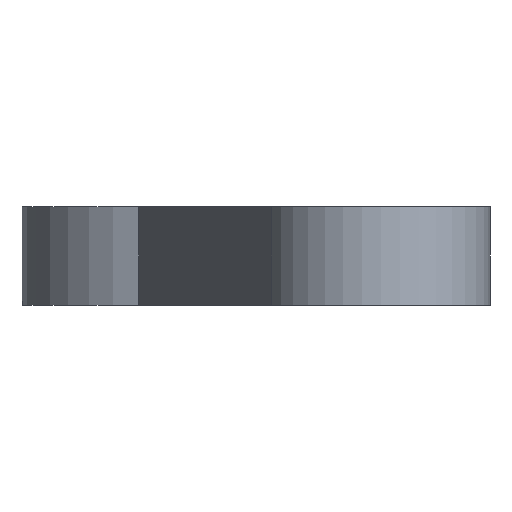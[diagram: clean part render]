
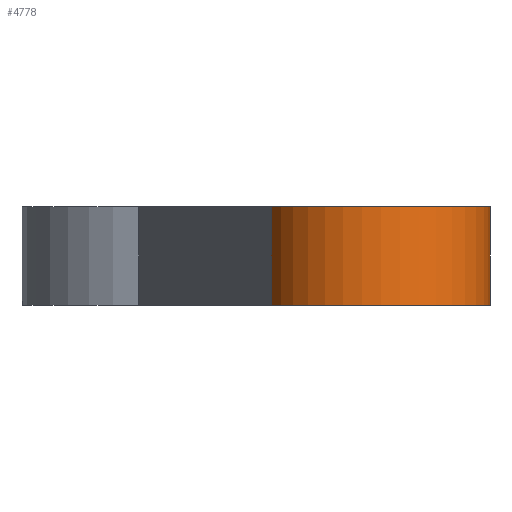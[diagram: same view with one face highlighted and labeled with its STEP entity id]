
A CAD part, left-side view. The second image highlights one B-rep face of the part: STEP entity #4778.
In plain terms, the highlighted cylindrical face has radius 35 mm (diameter 70 mm), a partial arc.
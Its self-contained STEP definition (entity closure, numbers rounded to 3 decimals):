
#23=CARTESIAN_POINT('',(-120.,-58.,-15.));
#24=DIRECTION('',(0.,0.,1.));
#25=DIRECTION('',(-0.423,0.906,0.));
#26=AXIS2_PLACEMENT_3D('',#23,#24,#25);
#118=DIRECTION('',(0.,0.,1.));
#119=VECTOR('',#118,30.);
#120=CARTESIAN_POINT('',(-113.922,-92.468,-15.));
#121=LINE('',#120,#119);
#185=CARTESIAN_POINT('',(-120.,-58.,15.));
#186=DIRECTION('',(0.,0.,1.));
#187=DIRECTION('',(-0.423,0.906,0.));
#188=AXIS2_PLACEMENT_3D('',#185,#186,#187);
#1132=DIRECTION('',(0.,0.,1.));
#1133=VECTOR('',#1132,30.);
#1134=CARTESIAN_POINT('',(-134.792,-26.279,-15.));
#1135=LINE('',#1134,#1133);
#2949=CARTESIAN_POINT('',(-134.792,-26.279,-15.));
#2951=VERTEX_POINT('',#2949);
#2952=CARTESIAN_POINT('',(-113.922,-92.468,-15.));
#2953=VERTEX_POINT('',#2952);
#2955=CARTESIAN_POINT('',(-134.792,-26.279,15.));
#2957=VERTEX_POINT('',#2955);
#2958=CARTESIAN_POINT('',(-113.922,-92.468,15.));
#2959=VERTEX_POINT('',#2958);
#4767=CARTESIAN_POINT('',(-120.,-58.,-15.));
#4768=DIRECTION('',(0.,0.,1.));
#4769=DIRECTION('',(1.,0.,0.));
#4770=AXIS2_PLACEMENT_3D('',#4767,#4768,#4769);
#4771=CYLINDRICAL_SURFACE('',#4770,35.);
#4772=ORIENTED_EDGE('',*,*,#3925,.F.);
#4773=ORIENTED_EDGE('',*,*,#4762,.T.);
#4774=ORIENTED_EDGE('',*,*,#4038,.T.);
#4775=ORIENTED_EDGE('',*,*,#4004,.F.);
#4776=EDGE_LOOP('',(#4772,#4773,#4774,#4775));
#4777=FACE_OUTER_BOUND('',#4776,.F.);
#4778=ADVANCED_FACE('',(#4777),#4771,.T.);
#27=CIRCLE('',#26,35.);
#189=CIRCLE('',#188,35.);
#3925=EDGE_CURVE('',#2951,#2953,#27,.T.);
#4004=EDGE_CURVE('',#2953,#2959,#121,.T.);
#4038=EDGE_CURVE('',#2957,#2959,#189,.T.);
#4762=EDGE_CURVE('',#2951,#2957,#1135,.T.);
